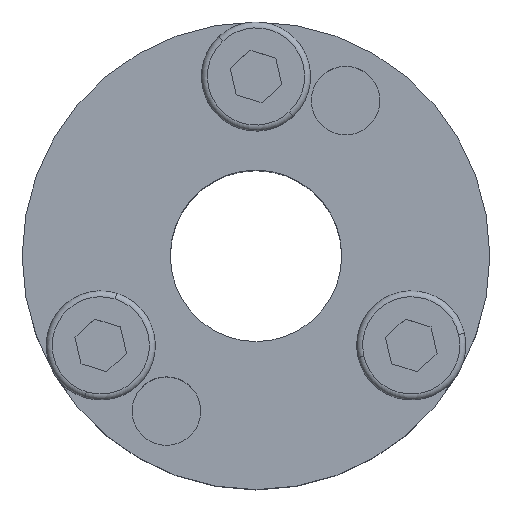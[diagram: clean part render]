
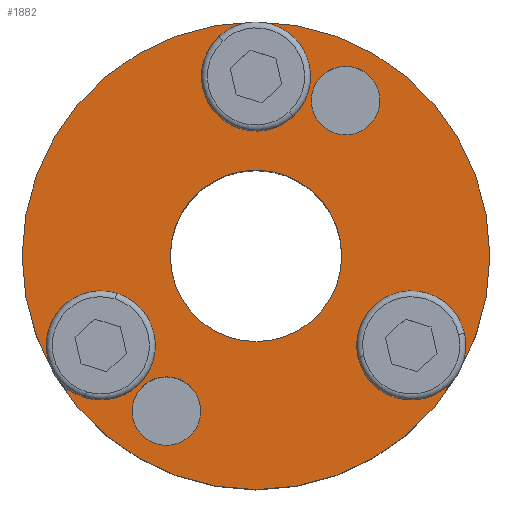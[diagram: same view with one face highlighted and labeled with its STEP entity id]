
A CAD part, top view. The second image highlights one B-rep face of the part: STEP entity #1882.
In plain terms, the highlighted planar face has unit normal (0, 0, 1).
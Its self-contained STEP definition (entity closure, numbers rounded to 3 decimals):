
#35 = VERTEX_POINT ( 'NONE', #726 ) ;
#47 = EDGE_LOOP ( 'NONE', ( #1657, #78 ) ) ;
#52 = VERTEX_POINT ( 'NONE', #827 ) ;
#57 = EDGE_LOOP ( 'NONE', ( #781, #251 ) ) ;
#73 = EDGE_CURVE ( 'NONE', #438, #176, #1015, .T. ) ;
#77 = EDGE_CURVE ( 'NONE', #176, #438, #1050, .T. ) ;
#78 = ORIENTED_EDGE ( 'NONE', *, *, #83, .F. ) ;
#83 = EDGE_CURVE ( 'NONE', #145, #35, #1109, .T. ) ;
#131 = VERTEX_POINT ( 'NONE', #1537 ) ;
#133 = VERTEX_POINT ( 'NONE', #1583 ) ;
#145 = VERTEX_POINT ( 'NONE', #522 ) ;
#155 = VERTEX_POINT ( 'NONE', #551 ) ;
#176 = VERTEX_POINT ( 'NONE', #683 ) ;
#179 = EDGE_CURVE ( 'NONE', #1572, #562, #706, .T. ) ;
#192 = ORIENTED_EDGE ( 'NONE', *, *, #335, .F. ) ;
#199 = EDGE_CURVE ( 'NONE', #511, #133, #782, .T. ) ;
#204 = ORIENTED_EDGE ( 'NONE', *, *, #77, .F. ) ;
#207 = ORIENTED_EDGE ( 'NONE', *, *, #199, .F. ) ;
#216 = VERTEX_POINT ( 'NONE', #826 ) ;
#244 = ORIENTED_EDGE ( 'NONE', *, *, #179, .T. ) ;
#249 = EDGE_CURVE ( 'NONE', #562, #1572, #970, .T. ) ;
#251 = ORIENTED_EDGE ( 'NONE', *, *, #1920, .F. ) ;
#256 = EDGE_LOOP ( 'NONE', ( #268, #192 ) ) ;
#257 = VERTEX_POINT ( 'NONE', #1008 ) ;
#268 = ORIENTED_EDGE ( 'NONE', *, *, #289, .F. ) ;
#272 = ORIENTED_EDGE ( 'NONE', *, *, #345, .F. ) ;
#289 = EDGE_CURVE ( 'NONE', #131, #155, #1104, .T. ) ;
#299 = EDGE_LOOP ( 'NONE', ( #204, #1551 ) ) ;
#335 = EDGE_CURVE ( 'NONE', #155, #131, #1236, .T. ) ;
#345 = EDGE_CURVE ( 'NONE', #349, #52, #1289, .T. ) ;
#349 = VERTEX_POINT ( 'NONE', #1345 ) ;
#365 = EDGE_LOOP ( 'NONE', ( #244, #1739 ) ) ;
#377 = EDGE_CURVE ( 'NONE', #216, #257, #1500, .T. ) ;
#397 = ORIENTED_EDGE ( 'NONE', *, *, #1883, .F. ) ;
#436 = ORIENTED_EDGE ( 'NONE', *, *, #446, .F. ) ;
#438 = VERTEX_POINT ( 'NONE', #583 ) ;
#446 = EDGE_CURVE ( 'NONE', #133, #511, #606, .T. ) ;
#469 = EDGE_LOOP ( 'NONE', ( #272, #397 ) ) ;
#500 = FACE_BOUND ( 'NONE', #469, .T. ) ;
#501 = FACE_BOUND ( 'NONE', #713, .T. ) ;
#502 = FACE_BOUND ( 'NONE', #256, .T. ) ;
#503 = FACE_BOUND ( 'NONE', #47, .T. ) ;
#504 = FACE_BOUND ( 'NONE', #299, .T. ) ;
#505 = FACE_BOUND ( 'NONE', #57, .T. ) ;
#506 = FACE_OUTER_BOUND ( 'NONE', #365, .T. ) ;
#507 = PLANE ( 'NONE',  #508 ) ;
#508 = AXIS2_PLACEMENT_3D ( 'NONE', #509, #510, #512 ) ;
#509 = CARTESIAN_POINT ( 'NONE',  ( 0., 15., 0. ) ) ;
#510 = DIRECTION ( 'NONE',  ( 0., 0., -1. ) ) ;
#511 = VERTEX_POINT ( 'NONE', #873 ) ;
#512 = DIRECTION ( 'NONE',  ( -1., 0., 0. ) ) ;
#513 = CIRCLE ( 'NONE', #514, 2.2 ) ;
#514 = AXIS2_PLACEMENT_3D ( 'NONE', #515, #516, #517 ) ;
#515 = CARTESIAN_POINT ( 'NONE',  ( -5.75, -9.959, 0. ) ) ;
#516 = DIRECTION ( 'NONE',  ( 0., 0., 1. ) ) ;
#517 = DIRECTION ( 'NONE',  ( 1., 0., 0. ) ) ;
#522 = CARTESIAN_POINT ( 'NONE',  ( 7.759, -5.75, 0. ) ) ;
#523 = CIRCLE ( 'NONE', #524, 5.5 ) ;
#524 = AXIS2_PLACEMENT_3D ( 'NONE', #525, #526, #527 ) ;
#525 = CARTESIAN_POINT ( 'NONE',  ( 0., 0., 0. ) ) ;
#526 = DIRECTION ( 'NONE',  ( 0., 0., 1. ) ) ;
#527 = DIRECTION ( 'NONE',  ( 1., 0., 0. ) ) ;
#551 = CARTESIAN_POINT ( 'NONE',  ( -12.159, -5.75, 0. ) ) ;
#562 = VERTEX_POINT ( 'NONE', #879 ) ;
#583 = CARTESIAN_POINT ( 'NONE',  ( -2.2, 11.5, 0. ) ) ;
#606 = CIRCLE ( 'NONE', #607, 2.2 ) ;
#607 = AXIS2_PLACEMENT_3D ( 'NONE', #608, #609, #610 ) ;
#608 = CARTESIAN_POINT ( 'NONE',  ( 5.75, 9.959, 0. ) ) ;
#609 = DIRECTION ( 'NONE',  ( 0., 0., 1. ) ) ;
#610 = DIRECTION ( 'NONE',  ( 1., 0., 0. ) ) ;
#683 = CARTESIAN_POINT ( 'NONE',  ( 2.2, 11.5, 0. ) ) ;
#706 = CIRCLE ( 'NONE', #707, 15. ) ;
#707 = AXIS2_PLACEMENT_3D ( 'NONE', #708, #709, #710 ) ;
#708 = CARTESIAN_POINT ( 'NONE',  ( 0., 0., 0. ) ) ;
#709 = DIRECTION ( 'NONE',  ( 0., 0., 1. ) ) ;
#710 = DIRECTION ( 'NONE',  ( 1., 0., 0. ) ) ;
#713 = EDGE_LOOP ( 'NONE', ( #436, #207 ) ) ;
#726 = CARTESIAN_POINT ( 'NONE',  ( 12.159, -5.75, 0. ) ) ;
#781 = ORIENTED_EDGE ( 'NONE', *, *, #377, .F. ) ;
#782 = CIRCLE ( 'NONE', #783, 2.2 ) ;
#783 = AXIS2_PLACEMENT_3D ( 'NONE', #784, #785, #786 ) ;
#784 = CARTESIAN_POINT ( 'NONE',  ( 5.75, 9.959, 0. ) ) ;
#785 = DIRECTION ( 'NONE',  ( 0., 0., 1. ) ) ;
#786 = DIRECTION ( 'NONE',  ( 1., 0., 0. ) ) ;
#826 = CARTESIAN_POINT ( 'NONE',  ( 5.5, 0., 0. ) ) ;
#827 = CARTESIAN_POINT ( 'NONE',  ( -7.95, -9.959, 0. ) ) ;
#873 = CARTESIAN_POINT ( 'NONE',  ( 3.55, 9.959, 0. ) ) ;
#879 = CARTESIAN_POINT ( 'NONE',  ( -15., 0., 0. ) ) ;
#970 = CIRCLE ( 'NONE', #971, 15. ) ;
#971 = AXIS2_PLACEMENT_3D ( 'NONE', #972, #973, #974 ) ;
#972 = CARTESIAN_POINT ( 'NONE',  ( 0., 0., 0. ) ) ;
#973 = DIRECTION ( 'NONE',  ( 0., 0., 1. ) ) ;
#974 = DIRECTION ( 'NONE',  ( 1., 0., 0. ) ) ;
#1000 = EDGE_CURVE ( 'NONE', #35, #145, #1137, .T. ) ;
#1008 = CARTESIAN_POINT ( 'NONE',  ( -5.5, 0., 0. ) ) ;
#1015 = CIRCLE ( 'NONE', #1016, 2.2 ) ;
#1016 = AXIS2_PLACEMENT_3D ( 'NONE', #1018, #1019, #1020 ) ;
#1018 = CARTESIAN_POINT ( 'NONE',  ( 0., 11.5, 0. ) ) ;
#1019 = DIRECTION ( 'NONE',  ( 0., 0., 1. ) ) ;
#1020 = DIRECTION ( 'NONE',  ( 1., 0., 0. ) ) ;
#1050 = CIRCLE ( 'NONE', #1052, 2.2 ) ;
#1052 = AXIS2_PLACEMENT_3D ( 'NONE', #1053, #1054, #1055 ) ;
#1053 = CARTESIAN_POINT ( 'NONE',  ( 0., 11.5, 0. ) ) ;
#1054 = DIRECTION ( 'NONE',  ( 0., 0., 1. ) ) ;
#1055 = DIRECTION ( 'NONE',  ( 1., 0., 0. ) ) ;
#1104 = CIRCLE ( 'NONE', #1105, 2.2 ) ;
#1105 = AXIS2_PLACEMENT_3D ( 'NONE', #1106, #1107, #1108 ) ;
#1106 = CARTESIAN_POINT ( 'NONE',  ( -9.959, -5.75, 0. ) ) ;
#1107 = DIRECTION ( 'NONE',  ( 0., 0., 1. ) ) ;
#1108 = DIRECTION ( 'NONE',  ( -0.5, 0.866, 0. ) ) ;
#1109 = CIRCLE ( 'NONE', #1110, 2.2 ) ;
#1110 = AXIS2_PLACEMENT_3D ( 'NONE', #1111, #1112, #1113 ) ;
#1111 = CARTESIAN_POINT ( 'NONE',  ( 9.959, -5.75, 0. ) ) ;
#1112 = DIRECTION ( 'NONE',  ( 0., 0., 1. ) ) ;
#1113 = DIRECTION ( 'NONE',  ( -0.5, -0.866, 0. ) ) ;
#1137 = CIRCLE ( 'NONE', #1138, 2.2 ) ;
#1138 = AXIS2_PLACEMENT_3D ( 'NONE', #1139, #1140, #1141 ) ;
#1139 = CARTESIAN_POINT ( 'NONE',  ( 9.959, -5.75, 0. ) ) ;
#1140 = DIRECTION ( 'NONE',  ( 0., 0., 1. ) ) ;
#1141 = DIRECTION ( 'NONE',  ( -0.5, -0.866, 0. ) ) ;
#1236 = CIRCLE ( 'NONE', #1237, 2.2 ) ;
#1237 = AXIS2_PLACEMENT_3D ( 'NONE', #1238, #1242, #1243 ) ;
#1238 = CARTESIAN_POINT ( 'NONE',  ( -9.959, -5.75, 0. ) ) ;
#1242 = DIRECTION ( 'NONE',  ( 0., 0., 1. ) ) ;
#1243 = DIRECTION ( 'NONE',  ( -0.5, 0.866, 0. ) ) ;
#1289 = CIRCLE ( 'NONE', #1290, 2.2 ) ;
#1290 = AXIS2_PLACEMENT_3D ( 'NONE', #1291, #1292, #1293 ) ;
#1291 = CARTESIAN_POINT ( 'NONE',  ( -5.75, -9.959, 0. ) ) ;
#1292 = DIRECTION ( 'NONE',  ( 0., 0., 1. ) ) ;
#1293 = DIRECTION ( 'NONE',  ( 1., 0., 0. ) ) ;
#1345 = CARTESIAN_POINT ( 'NONE',  ( -3.55, -9.959, 0. ) ) ;
#1500 = CIRCLE ( 'NONE', #1501, 5.5 ) ;
#1501 = AXIS2_PLACEMENT_3D ( 'NONE', #1502, #1503, #1504 ) ;
#1502 = CARTESIAN_POINT ( 'NONE',  ( 0., 0., 0. ) ) ;
#1503 = DIRECTION ( 'NONE',  ( 0., 0., 1. ) ) ;
#1504 = DIRECTION ( 'NONE',  ( 1., 0., 0. ) ) ;
#1537 = CARTESIAN_POINT ( 'NONE',  ( -7.759, -5.75, 0. ) ) ;
#1539 = CARTESIAN_POINT ( 'NONE',  ( 15., 0., 0. ) ) ;
#1551 = ORIENTED_EDGE ( 'NONE', *, *, #73, .F. ) ;
#1572 = VERTEX_POINT ( 'NONE', #1539 ) ;
#1583 = CARTESIAN_POINT ( 'NONE',  ( 7.95, 9.959, 0. ) ) ;
#1657 = ORIENTED_EDGE ( 'NONE', *, *, #1000, .F. ) ;
#1739 = ORIENTED_EDGE ( 'NONE', *, *, #249, .T. ) ;
#1882 = ADVANCED_FACE ( 'NONE', ( #500, #501, #502, #503, #504, #505, #506 ), #507, .F. ) ;
#1883 = EDGE_CURVE ( 'NONE', #52, #349, #513, .T. ) ;
#1920 = EDGE_CURVE ( 'NONE', #257, #216, #523, .T. ) ;
